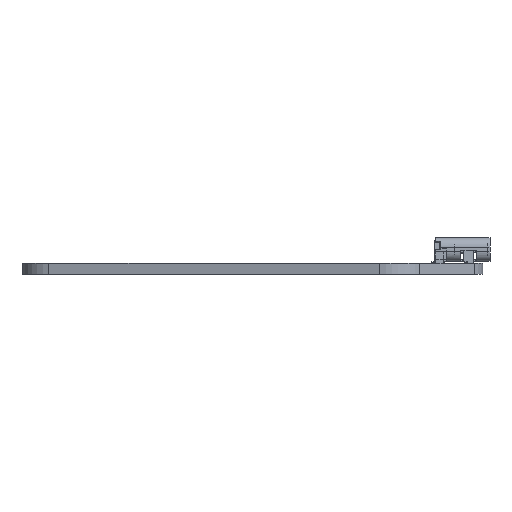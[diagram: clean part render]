
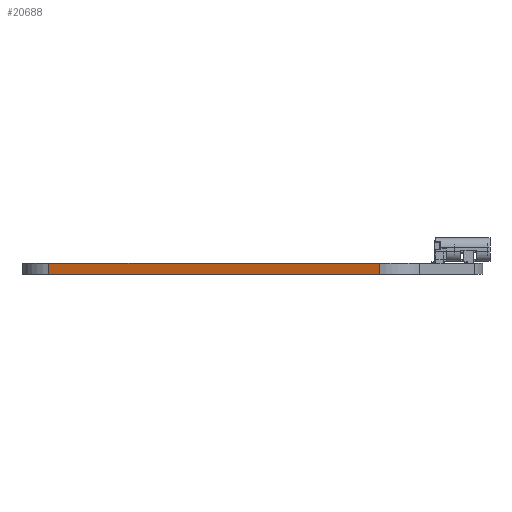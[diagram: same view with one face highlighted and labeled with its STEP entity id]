
A CAD part, left-side view. The second image highlights one B-rep face of the part: STEP entity #20688.
In plain terms, the highlighted planar face has unit normal (-0.954, 0.299, 0).
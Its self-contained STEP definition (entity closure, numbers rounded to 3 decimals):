
#19094 = VERTEX_POINT('',#19095);
#19095 = CARTESIAN_POINT('',(118.464,-64.284,0.));
#19101 = EDGE_CURVE('',#19102,#19094,#19104,.T.);
#19102 = VERTEX_POINT('',#19103);
#19103 = CARTESIAN_POINT('',(104.588,-108.575,0.));
#19104 = LINE('',#19105,#19106);
#19105 = CARTESIAN_POINT('',(104.588,-108.575,0.));
#19106 = VECTOR('',#19107,1.);
#19107 = DIRECTION('',(0.299,0.954,0.));
#19775 = VERTEX_POINT('',#19776);
#19776 = CARTESIAN_POINT('',(118.464,-64.284,1.51));
#19782 = EDGE_CURVE('',#19783,#19775,#19785,.T.);
#19783 = VERTEX_POINT('',#19784);
#19784 = CARTESIAN_POINT('',(104.588,-108.575,1.51));
#19785 = LINE('',#19786,#19787);
#19786 = CARTESIAN_POINT('',(104.588,-108.575,1.51));
#19787 = VECTOR('',#19788,1.);
#19788 = DIRECTION('',(0.299,0.954,0.));
#20658 = EDGE_CURVE('',#19094,#19775,#20659,.T.);
#20659 = LINE('',#20660,#20661);
#20660 = CARTESIAN_POINT('',(118.464,-64.284,0.));
#20661 = VECTOR('',#20662,1.);
#20662 = DIRECTION('',(0.,0.,1.));
#20688 = ADVANCED_FACE('',(#20689),#20700,.T.);
#20689 = FACE_BOUND('',#20690,.T.);
#20690 = EDGE_LOOP('',(#20691,#20697,#20698,#20699));
#20691 = ORIENTED_EDGE('',*,*,#20692,.T.);
#20692 = EDGE_CURVE('',#19102,#19783,#20693,.T.);
#20693 = LINE('',#20694,#20695);
#20694 = CARTESIAN_POINT('',(104.588,-108.575,0.));
#20695 = VECTOR('',#20696,1.);
#20696 = DIRECTION('',(0.,0.,1.));
#20697 = ORIENTED_EDGE('',*,*,#19782,.T.);
#20698 = ORIENTED_EDGE('',*,*,#20658,.F.);
#20699 = ORIENTED_EDGE('',*,*,#19101,.F.);
#20700 = PLANE('',#20701);
#20701 = AXIS2_PLACEMENT_3D('',#20702,#20703,#20704);
#20702 = CARTESIAN_POINT('',(104.588,-108.575,0.));
#20703 = DIRECTION('',(-0.954,0.299,0.));
#20704 = DIRECTION('',(0.299,0.954,0.));
